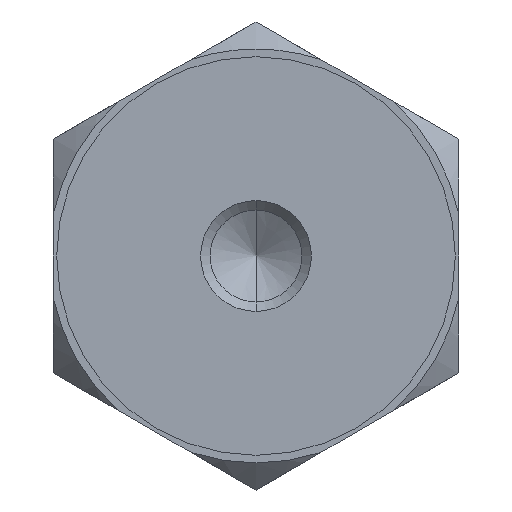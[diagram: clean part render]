
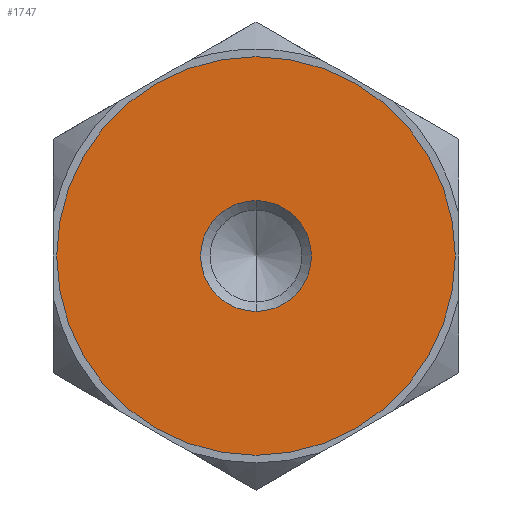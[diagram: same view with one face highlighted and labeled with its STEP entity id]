
A CAD part, front view. The second image highlights one B-rep face of the part: STEP entity #1747.
In plain terms, the highlighted planar face has unit normal (0, -1, 0).
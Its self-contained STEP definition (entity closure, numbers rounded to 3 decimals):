
#854=CARTESIAN_POINT('',(0.,-38.,0.));
#855=DIRECTION('',(0.,-1.,0.));
#856=DIRECTION('',(0.,0.,1.));
#857=AXIS2_PLACEMENT_3D('',#854,#855,#856);
#862=CARTESIAN_POINT('',(0.,-38.,0.));
#863=DIRECTION('',(0.,-1.,0.));
#864=DIRECTION('',(0.,0.,-1.));
#865=AXIS2_PLACEMENT_3D('',#862,#863,#864);
#870=CARTESIAN_POINT('',(0.,-38.,0.));
#871=DIRECTION('',(0.,1.,0.));
#872=DIRECTION('',(0.,0.,-1.));
#873=AXIS2_PLACEMENT_3D('',#870,#871,#872);
#878=CARTESIAN_POINT('',(0.,-38.,0.));
#879=DIRECTION('',(0.,1.,0.));
#880=DIRECTION('',(0.,0.,1.));
#881=AXIS2_PLACEMENT_3D('',#878,#879,#880);
#1020=CARTESIAN_POINT('',(0.,-38.,-14.75));
#1022=VERTEX_POINT('',#1020);
#1024=CARTESIAN_POINT('',(0.,-38.,14.75));
#1026=VERTEX_POINT('',#1024);
#1074=CARTESIAN_POINT('',(0.,-38.,-4.1));
#1075=VERTEX_POINT('',#1074);
#1076=CARTESIAN_POINT('',(0.,-38.,4.1));
#1077=VERTEX_POINT('',#1076);
#1732=CARTESIAN_POINT('',(17.5,-38.,0.));
#1733=DIRECTION('',(0.,-1.,0.));
#1734=DIRECTION('',(0.,0.,-1.));
#1735=AXIS2_PLACEMENT_3D('',#1732,#1733,#1734);
#1736=PLANE('',#1735);
#1737=ORIENTED_EDGE('',*,*,#1726,.F.);
#1738=ORIENTED_EDGE('',*,*,#1712,.F.);
#1739=EDGE_LOOP('',(#1737,#1738));
#1740=FACE_OUTER_BOUND('',#1739,.F.);
#1742=ORIENTED_EDGE('',*,*,#1741,.F.);
#1744=ORIENTED_EDGE('',*,*,#1743,.F.);
#1745=EDGE_LOOP('',(#1742,#1744));
#1746=FACE_BOUND('',#1745,.F.);
#1747=ADVANCED_FACE('',(#1740,#1746),#1736,.T.);
#858=CIRCLE('',#857,14.75);
#866=CIRCLE('',#865,14.75);
#874=CIRCLE('',#873,4.1);
#882=CIRCLE('',#881,4.1);
#1712=EDGE_CURVE('',#1022,#1026,#866,.T.);
#1726=EDGE_CURVE('',#1026,#1022,#858,.T.);
#1741=EDGE_CURVE('',#1075,#1077,#874,.T.);
#1743=EDGE_CURVE('',#1077,#1075,#882,.T.);
